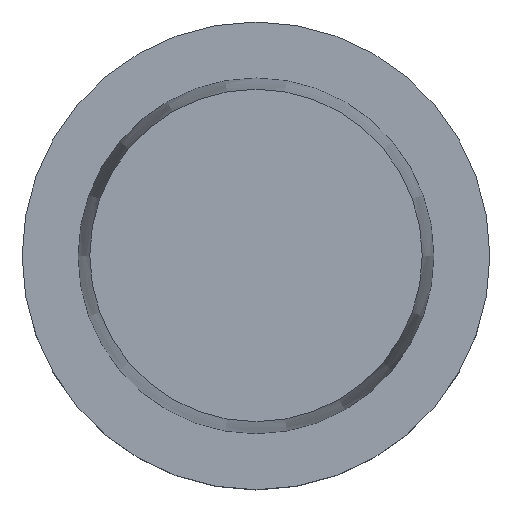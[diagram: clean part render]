
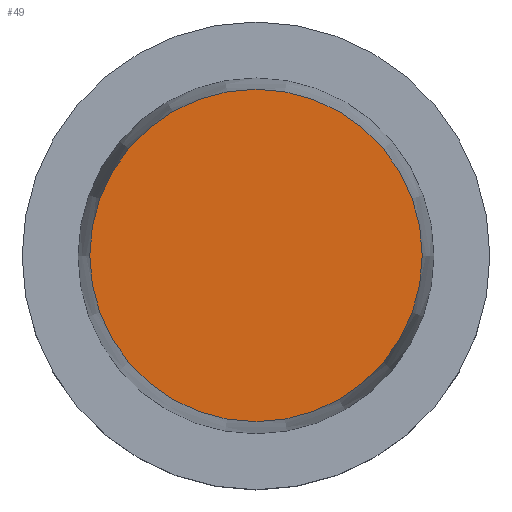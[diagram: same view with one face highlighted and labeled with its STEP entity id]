
A CAD part, top view. The second image highlights one B-rep face of the part: STEP entity #49.
In plain terms, the highlighted planar face has unit normal (0, 0, 1).
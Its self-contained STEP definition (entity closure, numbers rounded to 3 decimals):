
#40=PLANE('',#196);
#46=FACE_OUTER_BOUND('',#95,.T.);
#49=ADVANCED_FACE('',(#46),#40,.T.);
#95=EDGE_LOOP('',(#123));
#123=ORIENTED_EDGE('',*,*,#164,.T.);
#150=VERTEX_POINT('',#288);
#164=EDGE_CURVE('',#150,#150,#178,.T.);
#178=CIRCLE('',#195,35.508);
#195=AXIS2_PLACEMENT_3D('',#287,#230,#231);
#196=AXIS2_PLACEMENT_3D('',#289,#232,#233);
#230=DIRECTION('',(0.0,0.0,1.0));
#231=DIRECTION('',(1.0,0.0,0.0));
#232=DIRECTION('',(0.0,0.0,1.0));
#233=DIRECTION('',(1.0,0.0,0.0));
#287=CARTESIAN_POINT('',(0.0,0.0,49.9));
#288=CARTESIAN_POINT('',(35.508,0.0,49.9));
#289=CARTESIAN_POINT('',(0.0,26.53,49.9));
